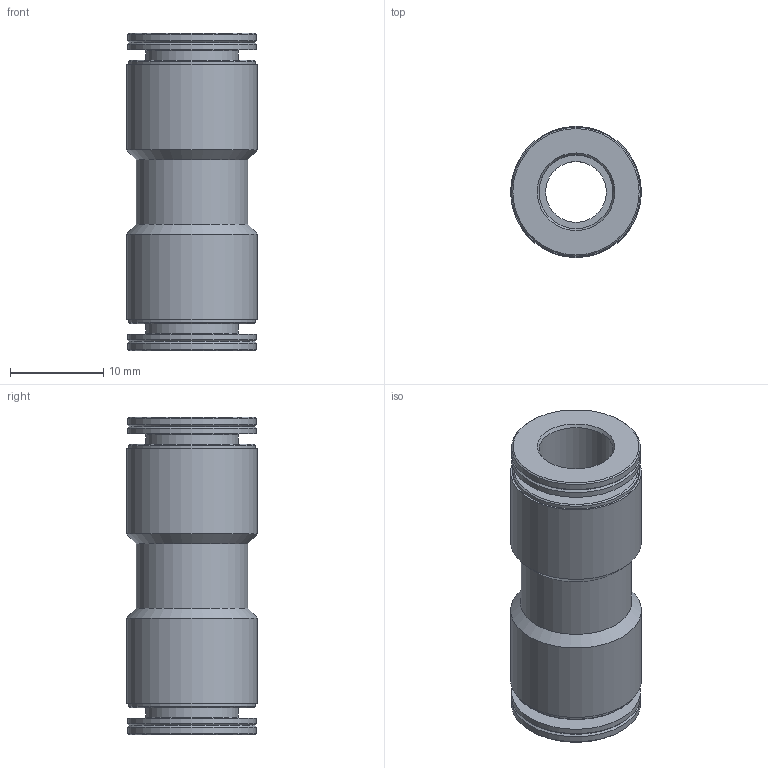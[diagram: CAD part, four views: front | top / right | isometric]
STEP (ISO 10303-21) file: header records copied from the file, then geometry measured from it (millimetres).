
FILE_DESCRIPTION(/* description */ ('STEP AP214'),/* implementation_level */ '2;1');
FILE_NAME(/* name */ '565342_CRQS-5_16T-U',/* time_stamp */ '2024-08-08T21:31:23+02:00',/* author */ ('License CC BY-ND 4.0'),/* organization */ ('CADENAS'),/* preprocessor_version */ 'ST-DEVELOPER v19.3',/* originating_system */ 'PARTsolutions',/* authorisation */ ' ');
FILE_SCHEMA (('AUTOMOTIVE_DESIGN {1 0 10303 214 3 1 1}'));
Length unit declared in the file: millimetre
Products named in the file (1): 565342 CRQS-5/16T-U
Bounding box: 14 x 14 x 34 mm (x, y, z)
Volume: 3057.7 mm3; surface area: 2803 mm2
Topology: 1 solids, 1 shells, 38 faces, 66 edges, 38 vertices
Faces by surface type: cylinder 14, cone 12, plane 10, torus 2
Full cylindrical faces by diameter (mm): 6.5 x1, 7.9 x2, 9.9 x2, 11.9 x1, 13.6 x2, 13.8 x4, 14 x2
Entity records: 798 total; most frequent: DIRECTION 154, CARTESIAN_POINT 115, AXIS2_PLACEMENT_3D 77, ORIENTED_EDGE 76, EDGE_LOOP 76, FACE_BOUND 76, EDGE_CURVE 38, VERTEX_POINT 38
